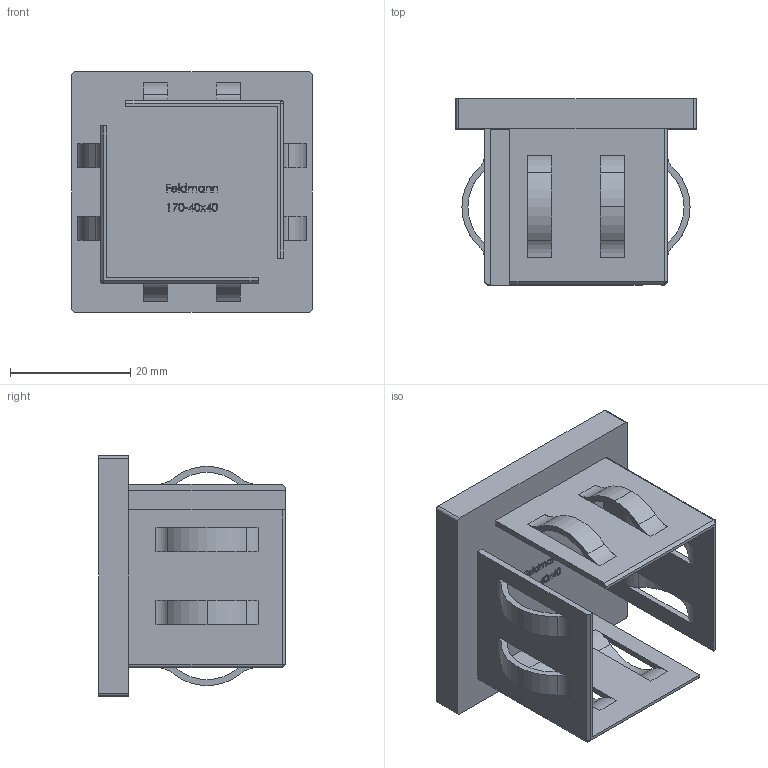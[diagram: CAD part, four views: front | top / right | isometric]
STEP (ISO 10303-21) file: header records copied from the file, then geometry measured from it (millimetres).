
FILE_DESCRIPTION (( 'STEP AP203' ), '1' );
FILE_NAME ('170-40x40.step', '2019-09-16T11:00:48', ( '' ), ( '' ), 'SwSTEP 2.0', 'SolidWorks 2015', '' );
FILE_SCHEMA (( 'CONFIG_CONTROL_DESIGN' ));
Length unit declared in the file: millimetre
Products named in the file (1): 170-40x40
Bounding box: 40 x 31 x 40 mm (x, y, z)
Volume: 10716.7 mm3; surface area: 9983.1 mm2
Topology: 1 solids, 1 shells, 328 faces, 909 edges, 592 vertices
Faces by surface type: plane 189, bspline 75, cylinder 62, cone 2
Entity records: 14970 total; most frequent: CARTESIAN_POINT 6839, ORIENTED_EDGE 1814, DIRECTION 1421, EDGE_CURVE 907, VECTOR 601, LINE 601, VERTEX_POINT 592, AXIS2_PLACEMENT_3D 410
